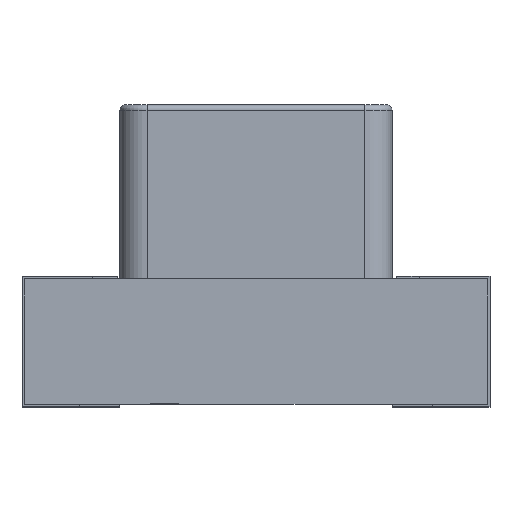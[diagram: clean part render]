
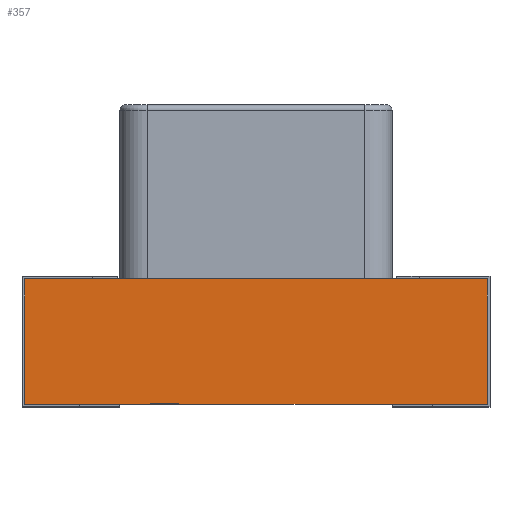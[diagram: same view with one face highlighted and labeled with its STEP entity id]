
A CAD part, top view. The second image highlights one B-rep face of the part: STEP entity #357.
In plain terms, the highlighted planar face has unit normal (0, 0, 1).
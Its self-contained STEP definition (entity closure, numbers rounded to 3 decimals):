
#38 = LINE ( 'NONE', #3672, #6623 ) ;
#274 = LINE ( 'NONE', #5958, #4146 ) ;
#357 = ADVANCED_FACE ( 'NONE', ( #571 ), #3704, .F. ) ;
#482 = EDGE_CURVE ( 'NONE', #2547, #6597, #5501, .T. ) ;
#571 = FACE_OUTER_BOUND ( 'NONE', #3224, .T. ) ;
#703 = VERTEX_POINT ( 'NONE', #3895 ) ;
#1020 = VECTOR ( 'NONE', #1905, 1000. ) ;
#1071 = EDGE_CURVE ( 'NONE', #4816, #1775, #38, .T. ) ;
#1117 = LINE ( 'NONE', #3203, #1020 ) ;
#1231 = VECTOR ( 'NONE', #2427, 1000. ) ;
#1256 = ORIENTED_EDGE ( 'NONE', *, *, #3612, .F. ) ;
#1304 = VECTOR ( 'NONE', #1555, 1000. ) ;
#1555 = DIRECTION ( 'NONE',  ( 1., 0., 0. ) ) ;
#1649 = CARTESIAN_POINT ( 'NONE',  ( 0.85, -0.08, 0.3 ) ) ;
#1658 = LINE ( 'NONE', #4096, #1304 ) ;
#1703 = VECTOR ( 'NONE', #4007, 1000. ) ;
#1740 = VERTEX_POINT ( 'NONE', #2756 ) ;
#1775 = VERTEX_POINT ( 'NONE', #2690 ) ;
#1864 = ORIENTED_EDGE ( 'NONE', *, *, #2787, .F. ) ;
#1893 = EDGE_CURVE ( 'NONE', #3996, #1775, #274, .T. ) ;
#1904 = ORIENTED_EDGE ( 'NONE', *, *, #5308, .T. ) ;
#1905 = DIRECTION ( 'NONE',  ( 0., -1., 0. ) ) ;
#1911 = LINE ( 'NONE', #2341, #4878 ) ;
#2019 = AXIS2_PLACEMENT_3D ( 'NONE', #3762, #5332, #3322 ) ;
#2055 = CARTESIAN_POINT ( 'NONE',  ( -0.284, -0.54, 0.3 ) ) ;
#2130 = DIRECTION ( 'NONE',  ( 1., 0., 0. ) ) ;
#2159 = DIRECTION ( 'NONE',  ( -1., 0., 0. ) ) ;
#2341 = CARTESIAN_POINT ( 'NONE',  ( -0.85, -0.08, 0.3 ) ) ;
#2427 = DIRECTION ( 'NONE',  ( 0., -1., 0. ) ) ;
#2547 = VERTEX_POINT ( 'NONE', #3621 ) ;
#2690 = CARTESIAN_POINT ( 'NONE',  ( 0.85, -0.54, 0.3 ) ) ;
#2756 = CARTESIAN_POINT ( 'NONE',  ( -0.389, -0.54, 0.3 ) ) ;
#2787 = EDGE_CURVE ( 'NONE', #703, #6163, #5178, .T. ) ;
#3017 = CARTESIAN_POINT ( 'NONE',  ( -0.389, -0.539, 0.3 ) ) ;
#3203 = CARTESIAN_POINT ( 'NONE',  ( -0.284, -0.539, 0.3 ) ) ;
#3224 = EDGE_LOOP ( 'NONE', ( #1864, #1904, #4649, #6284, #5812, #6662, #3484, #1256 ) ) ;
#3322 = DIRECTION ( 'NONE',  ( 0., 1., 0. ) ) ;
#3484 = ORIENTED_EDGE ( 'NONE', *, *, #6611, .T. ) ;
#3612 = EDGE_CURVE ( 'NONE', #6163, #1740, #5037, .T. ) ;
#3621 = CARTESIAN_POINT ( 'NONE',  ( -0.85, -0.08, 0.3 ) ) ;
#3672 = CARTESIAN_POINT ( 'NONE',  ( -0.85, -0.54, 0.3 ) ) ;
#3673 = VECTOR ( 'NONE', #2159, 1000. ) ;
#3694 = CARTESIAN_POINT ( 'NONE',  ( -0.389, -0.539, 0.3 ) ) ;
#3704 = PLANE ( 'NONE',  #2019 ) ;
#3762 = CARTESIAN_POINT ( 'NONE',  ( -0.85, -0.08, 0.3 ) ) ;
#3895 = CARTESIAN_POINT ( 'NONE',  ( -0.284, -0.539, 0.3 ) ) ;
#3996 = VERTEX_POINT ( 'NONE', #1649 ) ;
#4007 = DIRECTION ( 'NONE',  ( 0., -1., 0. ) ) ;
#4096 = CARTESIAN_POINT ( 'NONE',  ( -0.85, -0.54, 0.3 ) ) ;
#4128 = CARTESIAN_POINT ( 'NONE',  ( -0.85, -0.54, 0.3 ) ) ;
#4146 = VECTOR ( 'NONE', #6035, 1000. ) ;
#4188 = CARTESIAN_POINT ( 'NONE',  ( -0.389, -0.539, 0.3 ) ) ;
#4365 = DIRECTION ( 'NONE',  ( 1., 0., 0. ) ) ;
#4649 = ORIENTED_EDGE ( 'NONE', *, *, #1071, .T. ) ;
#4816 = VERTEX_POINT ( 'NONE', #2055 ) ;
#4878 = VECTOR ( 'NONE', #4365, 1000. ) ;
#5037 = LINE ( 'NONE', #3017, #1703 ) ;
#5090 = EDGE_CURVE ( 'NONE', #2547, #3996, #1911, .T. ) ;
#5178 = LINE ( 'NONE', #3694, #3673 ) ;
#5308 = EDGE_CURVE ( 'NONE', #703, #4816, #1117, .T. ) ;
#5332 = DIRECTION ( 'NONE',  ( 0., 0., -1. ) ) ;
#5427 = CARTESIAN_POINT ( 'NONE',  ( -0.85, -0.08, 0.3 ) ) ;
#5501 = LINE ( 'NONE', #5427, #1231 ) ;
#5812 = ORIENTED_EDGE ( 'NONE', *, *, #5090, .F. ) ;
#5958 = CARTESIAN_POINT ( 'NONE',  ( 0.85, -0.08, 0.3 ) ) ;
#6035 = DIRECTION ( 'NONE',  ( 0., -1., 0. ) ) ;
#6163 = VERTEX_POINT ( 'NONE', #4188 ) ;
#6284 = ORIENTED_EDGE ( 'NONE', *, *, #1893, .F. ) ;
#6597 = VERTEX_POINT ( 'NONE', #4128 ) ;
#6611 = EDGE_CURVE ( 'NONE', #6597, #1740, #1658, .T. ) ;
#6623 = VECTOR ( 'NONE', #2130, 1000. ) ;
#6662 = ORIENTED_EDGE ( 'NONE', *, *, #482, .T. ) ;
